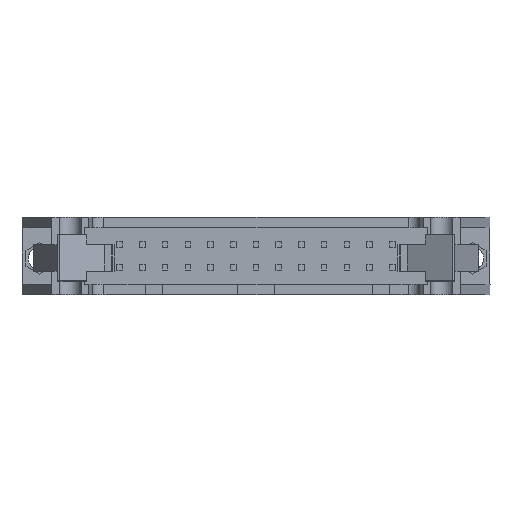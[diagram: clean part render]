
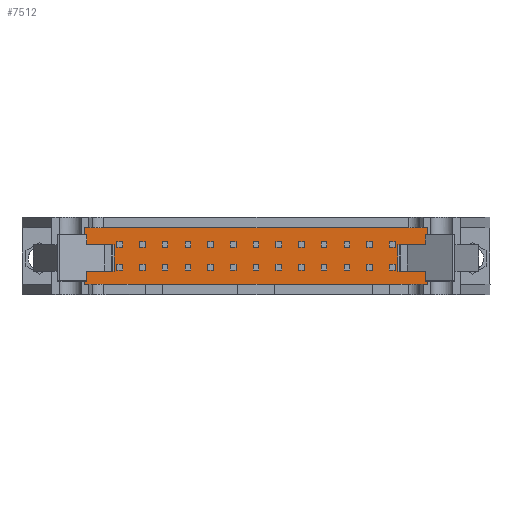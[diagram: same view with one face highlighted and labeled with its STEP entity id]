
A CAD part, top view. The second image highlights one B-rep face of the part: STEP entity #7512.
In plain terms, the highlighted planar face has unit normal (0, 0, 1).
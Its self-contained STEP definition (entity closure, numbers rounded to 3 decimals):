
#235=FACE_OUTER_BOUND($,#730,.T.);
#730=EDGE_LOOP($,(#5278,#5279,#5280,#5281,#5282,#5283,#5284,#5285,#5286,
#5287,#5288,#5289,#5290,#5291));
#2743=B_SPLINE_CURVE_WITH_KNOTS($,1,(#11678,#11679),.UNSPECIFIED.,.F.,.F.,
(2,2),(0.,1.),.UNSPECIFIED.);
#2749=B_SPLINE_CURVE_WITH_KNOTS($,1,(#11701,#11702),.UNSPECIFIED.,.F.,.F.,
(2,2),(0.,1.),.UNSPECIFIED.);
#2755=B_SPLINE_CURVE_WITH_KNOTS($,1,(#11718,#11719),.UNSPECIFIED.,.F.,.F.,
(2,2),(0.,1.),.UNSPECIFIED.);
#2761=B_SPLINE_CURVE_WITH_KNOTS($,1,(#11761,#11762),.UNSPECIFIED.,.F.,.F.,
(2,2),(0.,1.),.UNSPECIFIED.);
#2886=B_SPLINE_CURVE_WITH_KNOTS($,1,(#12762,#12763),.UNSPECIFIED.,.F.,.F.,
(2,2),(0.,1.),.UNSPECIFIED.);
#2887=B_SPLINE_CURVE_WITH_KNOTS($,1,(#12765,#12766),.UNSPECIFIED.,.F.,.F.,
(2,2),(0.,1.),.UNSPECIFIED.);
#2888=B_SPLINE_CURVE_WITH_KNOTS($,1,(#12768,#12769),.UNSPECIFIED.,.F.,.F.,
(2,2),(0.,1.),.UNSPECIFIED.);
#2889=B_SPLINE_CURVE_WITH_KNOTS($,1,(#12772,#12773),.UNSPECIFIED.,.F.,.F.,
(2,2),(0.,1.),.UNSPECIFIED.);
#2890=B_SPLINE_CURVE_WITH_KNOTS($,1,(#12775,#12776),.UNSPECIFIED.,.F.,.F.,
(2,2),(0.,1.),.UNSPECIFIED.);
#2891=B_SPLINE_CURVE_WITH_KNOTS($,1,(#12778,#12779),.UNSPECIFIED.,.F.,.F.,
(2,2),(0.,1.),.UNSPECIFIED.);
#2892=B_SPLINE_CURVE_WITH_KNOTS($,1,(#12781,#12782),.UNSPECIFIED.,.F.,.F.,
(2,2),(0.,1.),.UNSPECIFIED.);
#2893=B_SPLINE_CURVE_WITH_KNOTS($,1,(#12784,#12785),.UNSPECIFIED.,.F.,.F.,
(2,2),(0.,1.),.UNSPECIFIED.);
#2894=B_SPLINE_CURVE_WITH_KNOTS($,1,(#12787,#12788),.UNSPECIFIED.,.F.,.F.,
(2,2),(0.,1.),.UNSPECIFIED.);
#2895=B_SPLINE_CURVE_WITH_KNOTS($,1,(#12789,#12790),.UNSPECIFIED.,.F.,.F.,
(2,2),(0.,1.),.UNSPECIFIED.);
#3068=VERTEX_POINT($,#11668);
#3071=VERTEX_POINT($,#11675);
#3077=VERTEX_POINT($,#11700);
#3081=VERTEX_POINT($,#11715);
#3086=VERTEX_POINT($,#11759);
#3087=VERTEX_POINT($,#11760);
#3098=VERTEX_POINT($,#11834);
#3152=VERTEX_POINT($,#12759);
#3153=VERTEX_POINT($,#12771);
#3154=VERTEX_POINT($,#12774);
#3155=VERTEX_POINT($,#12777);
#3156=VERTEX_POINT($,#12780);
#3157=VERTEX_POINT($,#12783);
#3158=VERTEX_POINT($,#12786);
#3817=EDGE_CURVE($,#3068,#3071,#2743,.F.);
#3823=EDGE_CURVE($,#3077,#3068,#2749,.F.);
#3829=EDGE_CURVE($,#3071,#3081,#2755,.F.);
#3835=EDGE_CURVE($,#3086,#3087,#2761,.F.);
#3961=EDGE_CURVE($,#3087,#3152,#2886,.F.);
#3962=EDGE_CURVE($,#3152,#3098,#2887,.F.);
#3963=EDGE_CURVE($,#3077,#3098,#2888,.T.);
#3964=EDGE_CURVE($,#3153,#3081,#2889,.F.);
#3965=EDGE_CURVE($,#3154,#3153,#2890,.F.);
#3966=EDGE_CURVE($,#3155,#3154,#2891,.F.);
#3967=EDGE_CURVE($,#3156,#3155,#2892,.F.);
#3968=EDGE_CURVE($,#3157,#3156,#2893,.F.);
#3969=EDGE_CURVE($,#3158,#3157,#2894,.F.);
#3970=EDGE_CURVE($,#3086,#3158,#2895,.F.);
#5278=ORIENTED_EDGE($,*,*,#3829,.T.);
#5279=ORIENTED_EDGE($,*,*,#3964,.F.);
#5280=ORIENTED_EDGE($,*,*,#3965,.F.);
#5281=ORIENTED_EDGE($,*,*,#3966,.F.);
#5282=ORIENTED_EDGE($,*,*,#3967,.F.);
#5283=ORIENTED_EDGE($,*,*,#3968,.F.);
#5284=ORIENTED_EDGE($,*,*,#3969,.F.);
#5285=ORIENTED_EDGE($,*,*,#3970,.F.);
#5286=ORIENTED_EDGE($,*,*,#3835,.T.);
#5287=ORIENTED_EDGE($,*,*,#3961,.T.);
#5288=ORIENTED_EDGE($,*,*,#3962,.T.);
#5289=ORIENTED_EDGE($,*,*,#3963,.F.);
#5290=ORIENTED_EDGE($,*,*,#3823,.T.);
#5291=ORIENTED_EDGE($,*,*,#3817,.T.);
#7051=PLANE($,#8104);
#7512=ADVANCED_FACE($,(#235),#7051,.F.);
#8104=AXIS2_PLACEMENT_3D($,#12770,#8700,#8701);
#8700=DIRECTION('center_axis',(0.,0.,-1.));
#8701=DIRECTION('ref_axis',(-1.,0.,0.));
#11668=CARTESIAN_POINT('',(19.177,-3.175,7.62));
#11675=CARTESIAN_POINT('',(19.177,-1.727,7.62));
#11678=CARTESIAN_POINT('Ctrl Pts',(19.177,-1.727,7.62));
#11679=CARTESIAN_POINT('Ctrl Pts',(19.177,-3.175,7.62));
#11700=CARTESIAN_POINT('',(2.032,-3.175,7.62));
#11701=CARTESIAN_POINT('Ctrl Pts',(19.177,-3.175,7.62));
#11702=CARTESIAN_POINT('Ctrl Pts',(2.032,-3.175,7.62));
#11715=CARTESIAN_POINT('',(15.875,-1.727,7.62));
#11718=CARTESIAN_POINT('Ctrl Pts',(15.875,-1.727,7.62));
#11719=CARTESIAN_POINT('Ctrl Pts',(19.177,-1.727,7.62));
#11759=CARTESIAN_POINT('',(-15.875,-1.727,7.62));
#11760=CARTESIAN_POINT('',(-19.177,-1.727,7.62));
#11761=CARTESIAN_POINT('Ctrl Pts',(-19.177,-1.727,7.62));
#11762=CARTESIAN_POINT('Ctrl Pts',(-15.875,-1.727,7.62));
#11834=CARTESIAN_POINT('',(-2.032,-3.175,7.62));
#12759=CARTESIAN_POINT('',(-19.177,-3.175,7.62));
#12762=CARTESIAN_POINT('Ctrl Pts',(-19.177,-3.175,7.62));
#12763=CARTESIAN_POINT('Ctrl Pts',(-19.177,-1.727,7.62));
#12765=CARTESIAN_POINT('Ctrl Pts',(-2.032,-3.175,7.62));
#12766=CARTESIAN_POINT('Ctrl Pts',(-19.177,-3.175,7.62));
#12768=CARTESIAN_POINT('Ctrl Pts',(2.032,-3.175,7.62));
#12769=CARTESIAN_POINT('Ctrl Pts',(-2.032,-3.175,7.62));
#12770=CARTESIAN_POINT('Origin',(19.944,-3.302,7.62));
#12771=CARTESIAN_POINT('',(15.875,1.27,7.62));
#12772=CARTESIAN_POINT('Ctrl Pts',(15.875,-1.727,7.62));
#12773=CARTESIAN_POINT('Ctrl Pts',(15.875,1.27,7.62));
#12774=CARTESIAN_POINT('',(19.177,1.27,7.62));
#12775=CARTESIAN_POINT('Ctrl Pts',(15.875,1.27,7.62));
#12776=CARTESIAN_POINT('Ctrl Pts',(19.177,1.27,7.62));
#12777=CARTESIAN_POINT('',(19.177,3.175,7.62));
#12778=CARTESIAN_POINT('Ctrl Pts',(19.177,1.27,7.62));
#12779=CARTESIAN_POINT('Ctrl Pts',(19.177,3.175,7.62));
#12780=CARTESIAN_POINT('',(-19.177,3.175,7.62));
#12781=CARTESIAN_POINT('Ctrl Pts',(19.177,3.175,7.62));
#12782=CARTESIAN_POINT('Ctrl Pts',(-19.177,3.175,7.62));
#12783=CARTESIAN_POINT('',(-19.177,1.27,7.62));
#12784=CARTESIAN_POINT('Ctrl Pts',(-19.177,3.175,7.62));
#12785=CARTESIAN_POINT('Ctrl Pts',(-19.177,1.27,7.62));
#12786=CARTESIAN_POINT('',(-15.875,1.27,7.62));
#12787=CARTESIAN_POINT('Ctrl Pts',(-19.177,1.27,7.62));
#12788=CARTESIAN_POINT('Ctrl Pts',(-15.875,1.27,7.62));
#12789=CARTESIAN_POINT('Ctrl Pts',(-15.875,1.27,7.62));
#12790=CARTESIAN_POINT('Ctrl Pts',(-15.875,-1.727,7.62));
